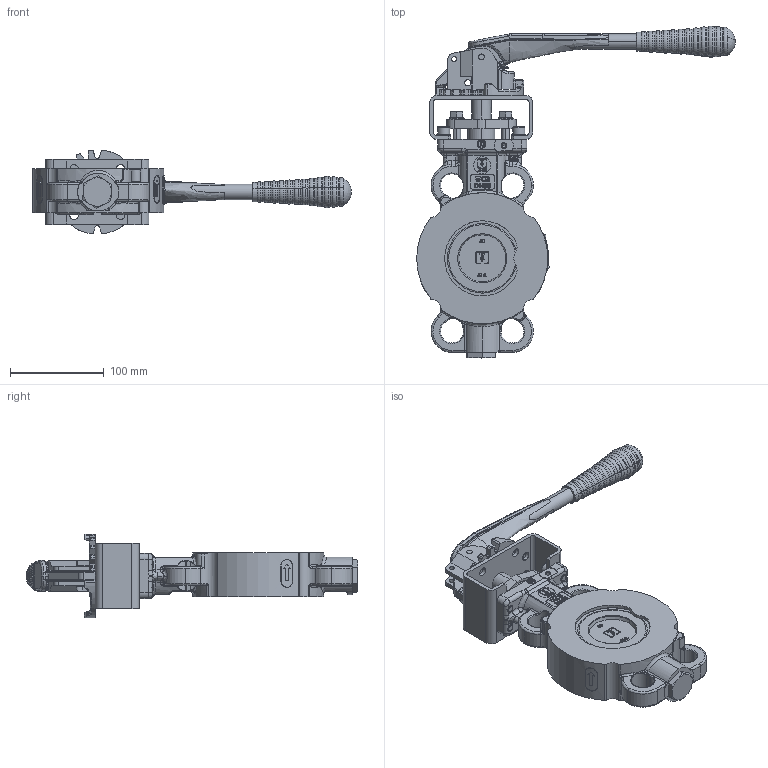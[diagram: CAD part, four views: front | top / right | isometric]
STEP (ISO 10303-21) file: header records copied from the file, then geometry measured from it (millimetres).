
FILE_DESCRIPTION (( 'STEP AP214' ), '1' );
FILE_NAME ('5590B08001.STEP', '2019-12-04T08:46:08', ( 'PC' ), ( '' ), 'SwSTEP 2.0', 'SolidWorks 2015', '' );
FILE_SCHEMA (( 'AUTOMOTIVE_DESIGN' ));
Length unit declared in the file: millimetre
Products named in the file (1): 5590B08001
Bounding box: 339.04 x 353.25 x 89.18 mm (x, y, z)
Volume: 1011983.1 mm3; surface area: 207507.5 mm2
Topology: 21 solids, 22 shells, 2935 faces, 7589 edges, 4815 vertices
Faces by surface type: bspline 1192, plane 908, cylinder 588, torus 130, cone 111, sphere 6
Entity records: 189533 total; most frequent: CARTESIAN_POINT 100449, ORIENTED_EDGE 15084, DIRECTION 10014, EDGE_CURVE 7542, VERTEX_POINT 4815, AXIS2_PLACEMENT_3D 3521, EDGE_LOOP 3179, VECTOR 2972
